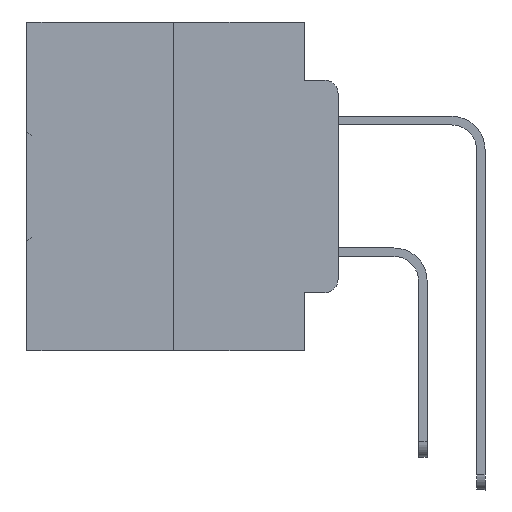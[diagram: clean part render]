
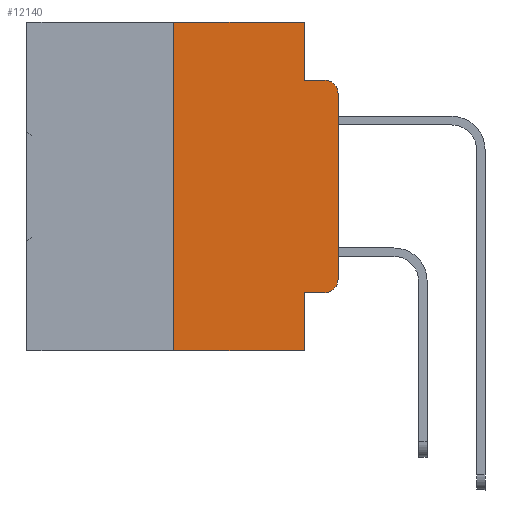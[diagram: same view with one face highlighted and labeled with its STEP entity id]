
A CAD part, left-side view. The second image highlights one B-rep face of the part: STEP entity #12140.
In plain terms, the highlighted planar face has unit normal (-1, 0, 0).
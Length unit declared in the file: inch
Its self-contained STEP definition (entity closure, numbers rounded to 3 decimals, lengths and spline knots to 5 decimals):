
#2274 = DIRECTION ( 'NONE',  ( 0., 0., -1. ) ) ;
#2606 = DIRECTION ( 'NONE',  ( 0., -1., 0. ) ) ;
#2776 = DIRECTION ( 'NONE',  ( 1., 0., 0. ) ) ;
#3898 = VECTOR ( 'NONE', #22612, 39.37008 ) ;
#4136 = VERTEX_POINT ( 'NONE', #17701 ) ;
#4271 = LINE ( 'NONE', #13144, #30879 ) ;
#4791 = ORIENTED_EDGE ( 'NONE', *, *, #25768, .T. ) ;
#4876 = VERTEX_POINT ( 'NONE', #19446 ) ;
#5137 = CARTESIAN_POINT ( 'NONE',  ( 0., 0.473, -0.5 ) ) ;
#5321 = CARTESIAN_POINT ( 'NONE',  ( 0., 0.051, -0.4115 ) ) ;
#6651 = EDGE_CURVE ( 'NONE', #24876, #4876, #7844, .T. ) ;
#6705 = EDGE_CURVE ( 'NONE', #33262, #11774, #27910, .T. ) ;
#7523 = CARTESIAN_POINT ( 'NONE',  ( 0., 0.051, 0. ) ) ;
#7844 = LINE ( 'NONE', #5137, #31175 ) ;
#8046 = DIRECTION ( 'NONE',  ( 0., 0., -1. ) ) ;
#8435 = VERTEX_POINT ( 'NONE', #27080 ) ;
#8907 = DIRECTION ( 'NONE',  ( 0., 0., -1. ) ) ;
#9472 = ORIENTED_EDGE ( 'NONE', *, *, #26501, .T. ) ;
#9621 = CARTESIAN_POINT ( 'NONE',  ( 0., 0.02, -0.1085 ) ) ;
#10387 = CARTESIAN_POINT ( 'NONE',  ( 0., 0.051, -0.0885 ) ) ;
#10564 = DIRECTION ( 'NONE',  ( 0., -1., 0. ) ) ;
#10631 = AXIS2_PLACEMENT_3D ( 'NONE', #9621, #28632, #8907 ) ;
#10918 = PLANE ( 'NONE',  #21649 ) ;
#11774 = VERTEX_POINT ( 'NONE', #20882 ) ;
#11901 = CARTESIAN_POINT ( 'NONE',  ( 0., 0.25, 0. ) ) ;
#12110 = CARTESIAN_POINT ( 'NONE',  ( 0., 0., 0. ) ) ;
#12140 = ADVANCED_FACE ( 'NONE', ( #35707 ), #10918, .F. ) ;
#12196 = EDGE_CURVE ( 'NONE', #4136, #22448, #32012, .T. ) ;
#12595 = CARTESIAN_POINT ( 'NONE',  ( 0., 0.02, -0.3915 ) ) ;
#12881 = VERTEX_POINT ( 'NONE', #32190 ) ;
#13144 = CARTESIAN_POINT ( 'NONE',  ( 0., 0.051, 0. ) ) ;
#13449 = EDGE_LOOP ( 'NONE', ( #4791, #34849, #23116, #20587, #19101, #31408, #30707, #26722, #26140, #9472 ) ) ;
#13494 = LINE ( 'NONE', #7523, #21106 ) ;
#14810 = CARTESIAN_POINT ( 'NONE',  ( 0., 0.25, -0.5 ) ) ;
#15033 = CIRCLE ( 'NONE', #29452, 0.02 ) ;
#15338 = VECTOR ( 'NONE', #2606, 39.37008 ) ;
#16056 = VERTEX_POINT ( 'NONE', #16636 ) ;
#16636 = CARTESIAN_POINT ( 'NONE',  ( 0., 0.051, -0.0885 ) ) ;
#17701 = CARTESIAN_POINT ( 'NONE',  ( 0., 0., -0.1085 ) ) ;
#18877 = CARTESIAN_POINT ( 'NONE',  ( 0., 0.02, -0.0885 ) ) ;
#19101 = ORIENTED_EDGE ( 'NONE', *, *, #19964, .F. ) ;
#19315 = VECTOR ( 'NONE', #33784, 39.37008 ) ;
#19446 = CARTESIAN_POINT ( 'NONE',  ( 0., 0.051, -0.5 ) ) ;
#19964 = EDGE_CURVE ( 'NONE', #35088, #12881, #30514, .T. ) ;
#20203 = LINE ( 'NONE', #11901, #19315 ) ;
#20587 = ORIENTED_EDGE ( 'NONE', *, *, #21937, .F. ) ;
#20882 = CARTESIAN_POINT ( 'NONE',  ( 0., 0.02, -0.4115 ) ) ;
#20929 = CARTESIAN_POINT ( 'NONE',  ( 0., 0.25, 0. ) ) ;
#21106 = VECTOR ( 'NONE', #2274, 39.37008 ) ;
#21649 = AXIS2_PLACEMENT_3D ( 'NONE', #27552, #2776, #25907 ) ;
#21937 = EDGE_CURVE ( 'NONE', #12881, #16056, #13494, .T. ) ;
#22445 = DIRECTION ( 'NONE',  ( 0., -1., 0. ) ) ;
#22448 = VERTEX_POINT ( 'NONE', #18877 ) ;
#22612 = DIRECTION ( 'NONE',  ( 0., 0., 1. ) ) ;
#23116 = ORIENTED_EDGE ( 'NONE', *, *, #33699, .F. ) ;
#23628 = DIRECTION ( 'NONE',  ( -1., 0., 0. ) ) ;
#24876 = VERTEX_POINT ( 'NONE', #14810 ) ;
#25213 = CARTESIAN_POINT ( 'NONE',  ( 0., 0.051, -0.4115 ) ) ;
#25768 = EDGE_CURVE ( 'NONE', #8435, #4136, #28389, .T. ) ;
#25907 = DIRECTION ( 'NONE',  ( 0., 0., -1. ) ) ;
#26140 = ORIENTED_EDGE ( 'NONE', *, *, #6705, .T. ) ;
#26336 = DIRECTION ( 'NONE',  ( 0., 0., -1. ) ) ;
#26501 = EDGE_CURVE ( 'NONE', #11774, #8435, #15033, .T. ) ;
#26722 = ORIENTED_EDGE ( 'NONE', *, *, #32677, .F. ) ;
#27080 = CARTESIAN_POINT ( 'NONE',  ( 0., 0., -0.3915 ) ) ;
#27124 = VECTOR ( 'NONE', #10564, 39.37008 ) ;
#27552 = CARTESIAN_POINT ( 'NONE',  ( 0., 0.473, 0. ) ) ;
#27910 = LINE ( 'NONE', #25213, #27124 ) ;
#28389 = LINE ( 'NONE', #12110, #3898 ) ;
#28632 = DIRECTION ( 'NONE',  ( -1., 0., 0. ) ) ;
#29452 = AXIS2_PLACEMENT_3D ( 'NONE', #12595, #23628, #8046 ) ;
#29725 = LINE ( 'NONE', #10387, #15338 ) ;
#30514 = LINE ( 'NONE', #33789, #33680 ) ;
#30707 = ORIENTED_EDGE ( 'NONE', *, *, #6651, .T. ) ;
#30879 = VECTOR ( 'NONE', #26336, 39.37008 ) ;
#31175 = VECTOR ( 'NONE', #32808, 39.37008 ) ;
#31408 = ORIENTED_EDGE ( 'NONE', *, *, #32427, .F. ) ;
#32012 = CIRCLE ( 'NONE', #10631, 0.02 ) ;
#32190 = CARTESIAN_POINT ( 'NONE',  ( 0., 0.051, 0. ) ) ;
#32427 = EDGE_CURVE ( 'NONE', #24876, #35088, #20203, .T. ) ;
#32677 = EDGE_CURVE ( 'NONE', #33262, #4876, #4271, .T. ) ;
#32808 = DIRECTION ( 'NONE',  ( 0., -1., 0. ) ) ;
#33262 = VERTEX_POINT ( 'NONE', #5321 ) ;
#33680 = VECTOR ( 'NONE', #22445, 39.37008 ) ;
#33699 = EDGE_CURVE ( 'NONE', #16056, #22448, #29725, .T. ) ;
#33784 = DIRECTION ( 'NONE',  ( 0., 0., 1. ) ) ;
#33789 = CARTESIAN_POINT ( 'NONE',  ( 0., 0.473, 0. ) ) ;
#34849 = ORIENTED_EDGE ( 'NONE', *, *, #12196, .T. ) ;
#35088 = VERTEX_POINT ( 'NONE', #20929 ) ;
#35707 = FACE_OUTER_BOUND ( 'NONE', #13449, .T. ) ;
